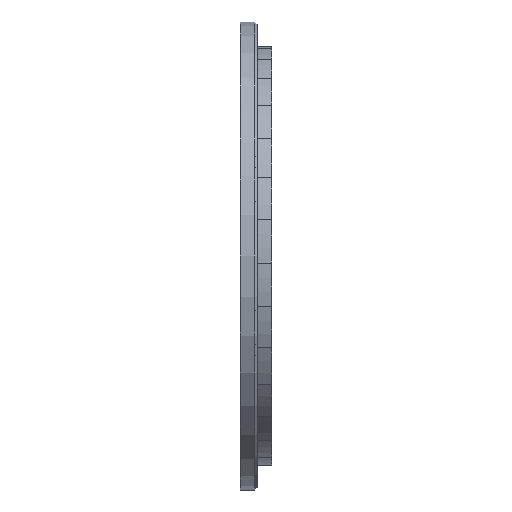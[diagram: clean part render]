
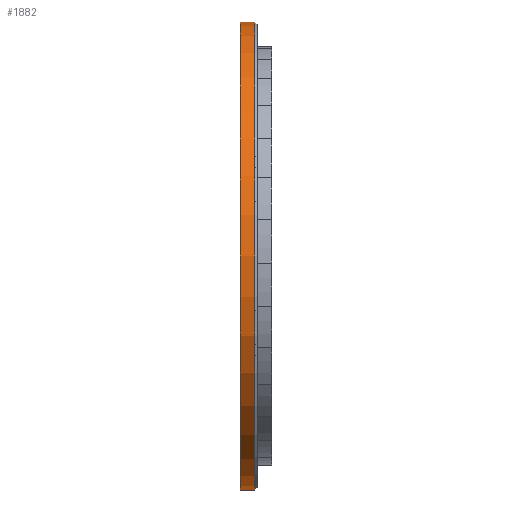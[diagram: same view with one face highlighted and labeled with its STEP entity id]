
A CAD part, left-side view. The second image highlights one B-rep face of the part: STEP entity #1882.
In plain terms, the highlighted cylindrical face has radius 112.861 mm (diameter 225.721 mm), a partial arc.
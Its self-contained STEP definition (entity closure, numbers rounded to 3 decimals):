
#236 = AXIS2_PLACEMENT_3D ( 'NONE', #3695, #3782, #10897 ) ;
#1197 = DIRECTION ( 'NONE',  ( 0., 1., 0. ) ) ;
#1882 = ADVANCED_FACE ( 'NONE', ( #10980 ), #4829, .T. ) ;
#2114 = VECTOR ( 'NONE', #15748, 1000. ) ;
#2210 = CARTESIAN_POINT ( 'NONE',  ( 0., -7., 112.861 ) ) ;
#2473 = DIRECTION ( 'NONE',  ( 0., 1., 0. ) ) ;
#2645 = AXIS2_PLACEMENT_3D ( 'NONE', #7447, #2473, #9928 ) ;
#3478 = ORIENTED_EDGE ( 'NONE', *, *, #14566, .T. ) ;
#3635 = VECTOR ( 'NONE', #1197, 1000. ) ;
#3695 = CARTESIAN_POINT ( 'NONE',  ( 0., 0., 0. ) ) ;
#3782 = DIRECTION ( 'NONE',  ( 0., 1., 0. ) ) ;
#4829 = CYLINDRICAL_SURFACE ( 'NONE', #236, 112.861 ) ;
#5078 = CARTESIAN_POINT ( 'NONE',  ( 0., -7., -112.861 ) ) ;
#5421 = CARTESIAN_POINT ( 'NONE',  ( 0., -7., 0. ) ) ;
#5542 = CIRCLE ( 'NONE', #7060, 112.861 ) ;
#5999 = LINE ( 'NONE', #10869, #2114 ) ;
#6409 = EDGE_CURVE ( 'NONE', #7831, #13579, #5542, .T. ) ;
#6812 = CARTESIAN_POINT ( 'NONE',  ( 0., 0., 112.861 ) ) ;
#7030 = ORIENTED_EDGE ( 'NONE', *, *, #15054, .F. ) ;
#7060 = AXIS2_PLACEMENT_3D ( 'NONE', #5421, #12765, #10143 ) ;
#7447 = CARTESIAN_POINT ( 'NONE',  ( 0., 0., 0. ) ) ;
#7831 = VERTEX_POINT ( 'NONE', #5078 ) ;
#8522 = CIRCLE ( 'NONE', #2645, 112.861 ) ;
#9436 = ORIENTED_EDGE ( 'NONE', *, *, #6409, .T. ) ;
#9476 = VERTEX_POINT ( 'NONE', #14078 ) ;
#9708 = LINE ( 'NONE', #14564, #3635 ) ;
#9928 = DIRECTION ( 'NONE',  ( 0., 0., 1. ) ) ;
#10143 = DIRECTION ( 'NONE',  ( 0., 0., 1. ) ) ;
#10676 = EDGE_LOOP ( 'NONE', ( #13330, #9436, #3478, #7030 ) ) ;
#10869 = CARTESIAN_POINT ( 'NONE',  ( 0., 0., -112.861 ) ) ;
#10897 = DIRECTION ( 'NONE',  ( 0., 0., 1. ) ) ;
#10980 = FACE_OUTER_BOUND ( 'NONE', #10676, .T. ) ;
#12765 = DIRECTION ( 'NONE',  ( 0., 1., 0. ) ) ;
#13162 = VERTEX_POINT ( 'NONE', #6812 ) ;
#13330 = ORIENTED_EDGE ( 'NONE', *, *, #14910, .F. ) ;
#13579 = VERTEX_POINT ( 'NONE', #2210 ) ;
#14078 = CARTESIAN_POINT ( 'NONE',  ( 0., 0., -112.861 ) ) ;
#14564 = CARTESIAN_POINT ( 'NONE',  ( 0., 0., 112.861 ) ) ;
#14566 = EDGE_CURVE ( 'NONE', #13579, #13162, #9708, .T. ) ;
#14910 = EDGE_CURVE ( 'NONE', #7831, #9476, #5999, .T. ) ;
#15054 = EDGE_CURVE ( 'NONE', #9476, #13162, #8522, .T. ) ;
#15748 = DIRECTION ( 'NONE',  ( 0., 1., 0. ) ) ;
